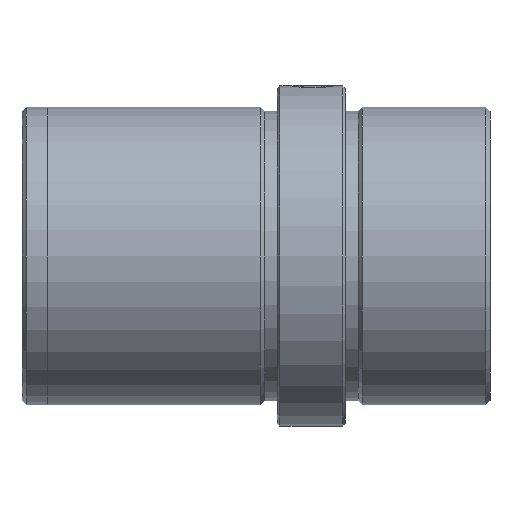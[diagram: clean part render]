
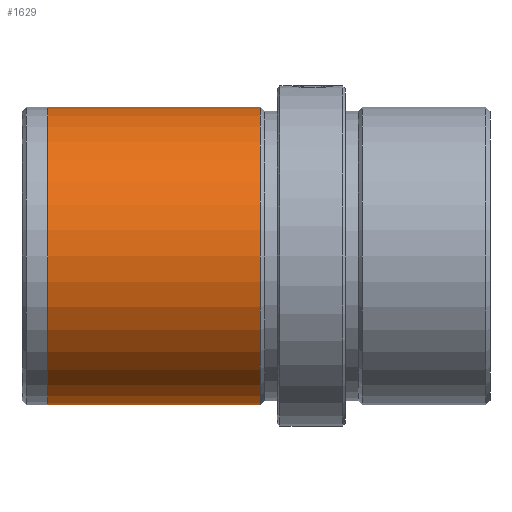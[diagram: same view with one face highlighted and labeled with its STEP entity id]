
A CAD part, left-side view. The second image highlights one B-rep face of the part: STEP entity #1629.
In plain terms, the highlighted cylindrical face has radius 17.5 mm (diameter 35 mm), a partial arc.
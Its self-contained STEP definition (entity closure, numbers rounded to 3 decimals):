
#69 = AXIS2_PLACEMENT_3D ( 'NONE', #1525, #559, #1695 ) ;
#87 = CYLINDRICAL_SURFACE ( 'NONE', #1171, 17.5 ) ;
#108 = VERTEX_POINT ( 'NONE', #855 ) ;
#125 = VERTEX_POINT ( 'NONE', #1018 ) ;
#167 = EDGE_CURVE ( 'NONE', #671, #108, #1090, .T. ) ;
#195 = DIRECTION ( 'NONE',  ( 0., -1., 0. ) ) ;
#430 = ORIENTED_EDGE ( 'NONE', *, *, #167, .T. ) ;
#495 = AXIS2_PLACEMENT_3D ( 'NONE', #523, #1659, #688 ) ;
#523 = CARTESIAN_POINT ( 'NONE',  ( 0., 27., 0. ) ) ;
#559 = DIRECTION ( 'NONE',  ( 0., -1., 0. ) ) ;
#575 = CARTESIAN_POINT ( 'NONE',  ( 0., 0., 17.5 ) ) ;
#576 = FACE_OUTER_BOUND ( 'NONE', #1607, .T. ) ;
#671 = VERTEX_POINT ( 'NONE', #1680 ) ;
#688 = DIRECTION ( 'NONE',  ( 0., 0., -1. ) ) ;
#760 = ORIENTED_EDGE ( 'NONE', *, *, #771, .F. ) ;
#771 = EDGE_CURVE ( 'NONE', #671, #859, #1998, .T. ) ;
#855 = CARTESIAN_POINT ( 'NONE',  ( 0., 52., -17.5 ) ) ;
#859 = VERTEX_POINT ( 'NONE', #1273 ) ;
#894 = CARTESIAN_POINT ( 'NONE',  ( 0., 0., 0. ) ) ;
#1018 = CARTESIAN_POINT ( 'NONE',  ( 0., 27., -17.5 ) ) ;
#1048 = DIRECTION ( 'NONE',  ( 0., -1., 0. ) ) ;
#1054 = EDGE_CURVE ( 'NONE', #859, #125, #1105, .T. ) ;
#1059 = LINE ( 'NONE', #1176, #1963 ) ;
#1090 = CIRCLE ( 'NONE', #69, 17.5 ) ;
#1105 = CIRCLE ( 'NONE', #495, 17.5 ) ;
#1171 = AXIS2_PLACEMENT_3D ( 'NONE', #894, #1048, #1857 ) ;
#1176 = CARTESIAN_POINT ( 'NONE',  ( 0., 0., -17.5 ) ) ;
#1270 = ORIENTED_EDGE ( 'NONE', *, *, #1524, .T. ) ;
#1273 = CARTESIAN_POINT ( 'NONE',  ( 0., 27., 17.5 ) ) ;
#1277 = ORIENTED_EDGE ( 'NONE', *, *, #1054, .F. ) ;
#1524 = EDGE_CURVE ( 'NONE', #108, #125, #1059, .T. ) ;
#1525 = CARTESIAN_POINT ( 'NONE',  ( 0., 52., 0. ) ) ;
#1546 = DIRECTION ( 'NONE',  ( 0., -1., 0. ) ) ;
#1569 = VECTOR ( 'NONE', #1546, 1000. ) ;
#1607 = EDGE_LOOP ( 'NONE', ( #760, #430, #1270, #1277 ) ) ;
#1629 = ADVANCED_FACE ( 'NONE', ( #576 ), #87, .T. ) ;
#1659 = DIRECTION ( 'NONE',  ( 0., -1., 0. ) ) ;
#1680 = CARTESIAN_POINT ( 'NONE',  ( 0., 52., 17.5 ) ) ;
#1695 = DIRECTION ( 'NONE',  ( 0., 0., -1. ) ) ;
#1857 = DIRECTION ( 'NONE',  ( 0., 0., -1. ) ) ;
#1963 = VECTOR ( 'NONE', #195, 1000. ) ;
#1998 = LINE ( 'NONE', #575, #1569 ) ;
